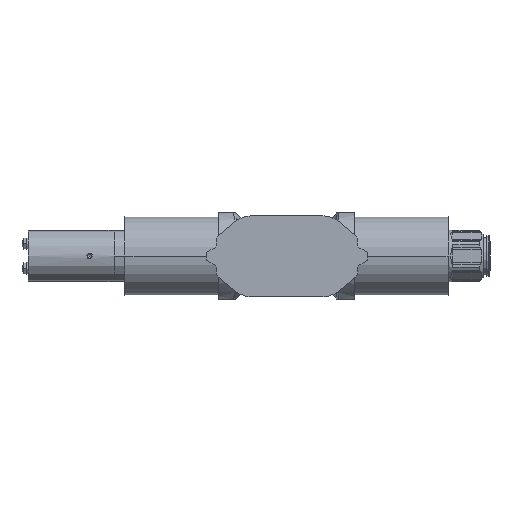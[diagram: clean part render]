
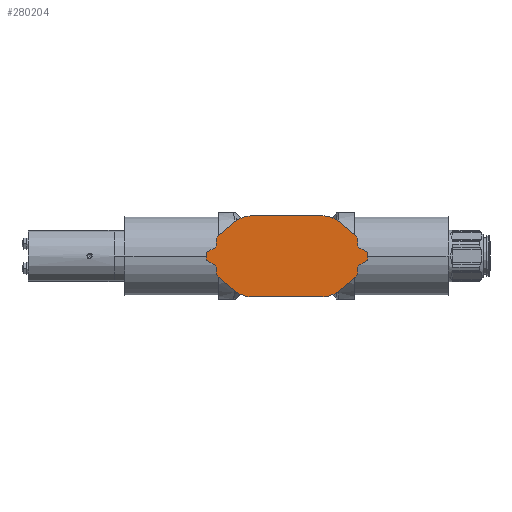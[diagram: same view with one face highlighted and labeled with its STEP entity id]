
A CAD part, front view. The second image highlights one B-rep face of the part: STEP entity #280204.
In plain terms, the highlighted planar face has unit normal (0, -1, 0).
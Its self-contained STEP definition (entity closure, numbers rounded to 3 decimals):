
#279033=CARTESIAN_POINT('',(51.25,-2.,13.118));
#279034=DIRECTION('',(0.,-1.,0.));
#279035=DIRECTION('',(1.,0.,0.));
#279036=AXIS2_PLACEMENT_3D('',#279033,#279034,#279035);
#279041=DIRECTION('',(0.,0.,1.));
#279042=VECTOR('',#279041,4.618);
#279043=CARTESIAN_POINT('',(55.25,-2.,8.5));
#279044=LINE('',#279043,#279042);
#279048=CARTESIAN_POINT('',(57.75,-2.,0.));
#279049=DIRECTION('',(0.,-1.,0.));
#279050=DIRECTION('',(0.,0.,-1.));
#279051=AXIS2_PLACEMENT_3D('',#279048,#279049,#279050);
#279056=DIRECTION('',(0.,0.,1.));
#279057=VECTOR('',#279056,4.618);
#279058=CARTESIAN_POINT('',(55.25,-2.,-13.118));
#279059=LINE('',#279058,#279057);
#279063=CARTESIAN_POINT('',(51.25,-2.,-13.118));
#279064=DIRECTION('',(0.,-1.,0.));
#279065=DIRECTION('',(0.637,0.,-0.771));
#279066=AXIS2_PLACEMENT_3D('',#279063,#279064,#279065);
#279071=DIRECTION('',(0.771,0.,0.637));
#279072=VECTOR('',#279071,16.658);
#279073=CARTESIAN_POINT('',(40.964,-2.,-26.817));
#279074=LINE('',#279073,#279072);
#279078=CARTESIAN_POINT('',(27.26,-2.,-10.25));
#279079=DIRECTION('',(0.,-1.,0.));
#279080=DIRECTION('',(0.,0.,-1.));
#279081=AXIS2_PLACEMENT_3D('',#279078,#279079,#279080);
#279086=DIRECTION('',(1.,0.,0.));
#279087=VECTOR('',#279086,54.521);
#279088=CARTESIAN_POINT('',(-27.26,-2.,-31.75));
#279089=LINE('',#279088,#279087);
#279093=CARTESIAN_POINT('',(-27.26,-2.,-10.25));
#279094=DIRECTION('',(0.,-1.,0.));
#279095=DIRECTION('',(-0.637,0.,-0.771));
#279096=AXIS2_PLACEMENT_3D('',#279093,#279094,#279095);
#279101=DIRECTION('',(0.771,0.,-0.637));
#279102=VECTOR('',#279101,16.658);
#279103=CARTESIAN_POINT('',(-53.799,-2.,-16.2));
#279104=LINE('',#279103,#279102);
#279108=CARTESIAN_POINT('',(-51.25,-2.,-13.118));
#279109=DIRECTION('',(0.,-1.,0.));
#279110=DIRECTION('',(-1.,0.,0.));
#279111=AXIS2_PLACEMENT_3D('',#279108,#279109,#279110);
#279116=DIRECTION('',(0.,0.,-1.));
#279117=VECTOR('',#279116,4.618);
#279118=CARTESIAN_POINT('',(-55.25,-2.,-8.5));
#279119=LINE('',#279118,#279117);
#279123=CARTESIAN_POINT('',(-57.75,-2.,0.));
#279124=DIRECTION('',(0.,-1.,0.));
#279125=DIRECTION('',(0.,0.,1.));
#279126=AXIS2_PLACEMENT_3D('',#279123,#279124,#279125);
#279131=DIRECTION('',(0.,0.,-1.));
#279132=VECTOR('',#279131,4.618);
#279133=CARTESIAN_POINT('',(-55.25,-2.,13.118));
#279134=LINE('',#279133,#279132);
#279138=CARTESIAN_POINT('',(-51.25,-2.,13.118));
#279139=DIRECTION('',(0.,-1.,0.));
#279140=DIRECTION('',(-0.637,0.,0.771));
#279141=AXIS2_PLACEMENT_3D('',#279138,#279139,#279140);
#279146=DIRECTION('',(-0.771,0.,-0.637));
#279147=VECTOR('',#279146,16.658);
#279148=CARTESIAN_POINT('',(-40.964,-2.,26.817));
#279149=LINE('',#279148,#279147);
#279153=CARTESIAN_POINT('',(-27.26,-2.,10.25));
#279154=DIRECTION('',(0.,-1.,0.));
#279155=DIRECTION('',(0.,0.,1.));
#279156=AXIS2_PLACEMENT_3D('',#279153,#279154,#279155);
#279161=DIRECTION('',(-1.,0.,0.));
#279162=VECTOR('',#279161,54.521);
#279163=CARTESIAN_POINT('',(27.26,-2.,31.75));
#279164=LINE('',#279163,#279162);
#279168=CARTESIAN_POINT('',(27.26,-2.,10.25));
#279169=DIRECTION('',(0.,-1.,0.));
#279170=DIRECTION('',(0.637,0.,0.771));
#279171=AXIS2_PLACEMENT_3D('',#279168,#279169,#279170);
#279176=DIRECTION('',(-0.771,0.,0.637));
#279177=VECTOR('',#279176,16.658);
#279178=CARTESIAN_POINT('',(53.799,-2.,16.2));
#279179=LINE('',#279178,#279177);
#279323=CARTESIAN_POINT('',(-57.75,-2.,8.5));
#279324=DIRECTION('',(0.,1.,0.));
#279325=DIRECTION('',(1.,0.,0.));
#279326=AXIS2_PLACEMENT_3D('',#279323,#279324,#279325);
#279361=CARTESIAN_POINT('',(-57.75,-2.,-8.5));
#279362=DIRECTION('',(0.,1.,0.));
#279363=DIRECTION('',(0.,0.,1.));
#279364=AXIS2_PLACEMENT_3D('',#279361,#279362,#279363);
#279399=CARTESIAN_POINT('',(57.75,-2.,-8.5));
#279400=DIRECTION('',(0.,1.,0.));
#279401=DIRECTION('',(-1.,0.,0.));
#279402=AXIS2_PLACEMENT_3D('',#279399,#279400,#279401);
#279437=CARTESIAN_POINT('',(57.75,-2.,8.5));
#279438=DIRECTION('',(0.,1.,0.));
#279439=DIRECTION('',(0.,0.,-1.));
#279440=AXIS2_PLACEMENT_3D('',#279437,#279438,#279439);
#279509=CARTESIAN_POINT('',(40.964,-2.,26.817));
#279510=CARTESIAN_POINT('',(27.26,-2.,31.75));
#279511=VERTEX_POINT('',#279509);
#279512=VERTEX_POINT('',#279510);
#279517=CARTESIAN_POINT('',(-27.26,-2.,31.75));
#279518=CARTESIAN_POINT('',(-40.964,-2.,26.817));
#279519=VERTEX_POINT('',#279517);
#279520=VERTEX_POINT('',#279518);
#279525=CARTESIAN_POINT('',(-40.964,-2.,-26.817));
#279526=CARTESIAN_POINT('',(-27.26,-2.,-31.75));
#279527=VERTEX_POINT('',#279525);
#279528=VERTEX_POINT('',#279526);
#279537=CARTESIAN_POINT('',(27.26,-2.,-31.75));
#279538=VERTEX_POINT('',#279537);
#279539=CARTESIAN_POINT('',(40.964,-2.,-26.817));
#279540=VERTEX_POINT('',#279539);
#279541=CARTESIAN_POINT('',(57.75,-2.,-6.));
#279542=CARTESIAN_POINT('',(57.75,-2.,6.));
#279543=VERTEX_POINT('',#279541);
#279544=VERTEX_POINT('',#279542);
#279545=CARTESIAN_POINT('',(-57.75,-2.,6.));
#279546=CARTESIAN_POINT('',(-57.75,-2.,-6.));
#279547=VERTEX_POINT('',#279545);
#279548=VERTEX_POINT('',#279546);
#279559=CARTESIAN_POINT('',(55.25,-2.,8.5));
#279560=VERTEX_POINT('',#279559);
#279563=CARTESIAN_POINT('',(-55.25,-2.,-8.5));
#279564=VERTEX_POINT('',#279563);
#279565=CARTESIAN_POINT('',(55.25,-2.,-8.5));
#279566=VERTEX_POINT('',#279565);
#279569=CARTESIAN_POINT('',(-55.25,-2.,8.5));
#279570=VERTEX_POINT('',#279569);
#279605=CARTESIAN_POINT('',(55.25,-2.,13.118));
#279606=CARTESIAN_POINT('',(53.799,-2.,16.2));
#279607=VERTEX_POINT('',#279605);
#279608=VERTEX_POINT('',#279606);
#279613=CARTESIAN_POINT('',(53.799,-2.,-16.2));
#279614=CARTESIAN_POINT('',(55.25,-2.,-13.118));
#279615=VERTEX_POINT('',#279613);
#279616=VERTEX_POINT('',#279614);
#279621=CARTESIAN_POINT('',(-55.25,-2.,-13.118));
#279622=CARTESIAN_POINT('',(-53.799,-2.,-16.2));
#279623=VERTEX_POINT('',#279621);
#279624=VERTEX_POINT('',#279622);
#279629=CARTESIAN_POINT('',(-53.799,-2.,16.2));
#279630=CARTESIAN_POINT('',(-55.25,-2.,13.118));
#279631=VERTEX_POINT('',#279629);
#279632=VERTEX_POINT('',#279630);
#280150=CARTESIAN_POINT('',(0.,-2.,0.));
#280151=DIRECTION('',(0.,-1.,0.));
#280152=DIRECTION('',(1.,0.,0.));
#280153=AXIS2_PLACEMENT_3D('',#280150,#280151,#280152);
#280154=PLANE('',#280153);
#280155=ORIENTED_EDGE('',*,*,#280140,.F.);
#280157=ORIENTED_EDGE('',*,*,#280156,.F.);
#280159=ORIENTED_EDGE('',*,*,#280158,.F.);
#280161=ORIENTED_EDGE('',*,*,#280160,.F.);
#280163=ORIENTED_EDGE('',*,*,#280162,.F.);
#280165=ORIENTED_EDGE('',*,*,#280164,.F.);
#280167=ORIENTED_EDGE('',*,*,#280166,.F.);
#280169=ORIENTED_EDGE('',*,*,#280168,.F.);
#280171=ORIENTED_EDGE('',*,*,#280170,.F.);
#280173=ORIENTED_EDGE('',*,*,#280172,.F.);
#280175=ORIENTED_EDGE('',*,*,#280174,.F.);
#280177=ORIENTED_EDGE('',*,*,#280176,.F.);
#280179=ORIENTED_EDGE('',*,*,#280178,.F.);
#280181=ORIENTED_EDGE('',*,*,#280180,.F.);
#280183=ORIENTED_EDGE('',*,*,#280182,.F.);
#280185=ORIENTED_EDGE('',*,*,#280184,.F.);
#280187=ORIENTED_EDGE('',*,*,#280186,.F.);
#280189=ORIENTED_EDGE('',*,*,#280188,.F.);
#280191=ORIENTED_EDGE('',*,*,#280190,.F.);
#280193=ORIENTED_EDGE('',*,*,#280192,.F.);
#280195=ORIENTED_EDGE('',*,*,#280194,.F.);
#280197=ORIENTED_EDGE('',*,*,#280196,.F.);
#280199=ORIENTED_EDGE('',*,*,#280198,.F.);
#280201=ORIENTED_EDGE('',*,*,#280200,.F.);
#280202=EDGE_LOOP('',(#280155,#280157,#280159,#280161,#280163,#280165,#280167,
#280169,#280171,#280173,#280175,#280177,#280179,#280181,#280183,#280185,#280187,
#280189,#280191,#280193,#280195,#280197,#280199,#280201));
#280203=FACE_OUTER_BOUND('',#280202,.F.);
#279037=CIRCLE('',#279036,4.);
#279052=CIRCLE('',#279051,6.);
#279067=CIRCLE('',#279066,4.);
#279082=CIRCLE('',#279081,21.5);
#279097=CIRCLE('',#279096,21.5);
#279112=CIRCLE('',#279111,4.);
#279127=CIRCLE('',#279126,6.);
#279142=CIRCLE('',#279141,4.);
#279157=CIRCLE('',#279156,21.5);
#279172=CIRCLE('',#279171,21.5);
#279327=CIRCLE('',#279326,2.5);
#279365=CIRCLE('',#279364,2.5);
#279403=CIRCLE('',#279402,2.5);
#279441=CIRCLE('',#279440,2.5);
#280140=EDGE_CURVE('',#279607,#279608,#279037,.T.);
#280156=EDGE_CURVE('',#279560,#279607,#279044,.T.);
#280158=EDGE_CURVE('',#279544,#279560,#279441,.T.);
#280160=EDGE_CURVE('',#279543,#279544,#279052,.T.);
#280162=EDGE_CURVE('',#279566,#279543,#279403,.T.);
#280164=EDGE_CURVE('',#279616,#279566,#279059,.T.);
#280166=EDGE_CURVE('',#279615,#279616,#279067,.T.);
#280168=EDGE_CURVE('',#279540,#279615,#279074,.T.);
#280170=EDGE_CURVE('',#279538,#279540,#279082,.T.);
#280172=EDGE_CURVE('',#279528,#279538,#279089,.T.);
#280174=EDGE_CURVE('',#279527,#279528,#279097,.T.);
#280176=EDGE_CURVE('',#279624,#279527,#279104,.T.);
#280178=EDGE_CURVE('',#279623,#279624,#279112,.T.);
#280180=EDGE_CURVE('',#279564,#279623,#279119,.T.);
#280182=EDGE_CURVE('',#279548,#279564,#279365,.T.);
#280184=EDGE_CURVE('',#279547,#279548,#279127,.T.);
#280186=EDGE_CURVE('',#279570,#279547,#279327,.T.);
#280188=EDGE_CURVE('',#279632,#279570,#279134,.T.);
#280190=EDGE_CURVE('',#279631,#279632,#279142,.T.);
#280192=EDGE_CURVE('',#279520,#279631,#279149,.T.);
#280194=EDGE_CURVE('',#279519,#279520,#279157,.T.);
#280196=EDGE_CURVE('',#279512,#279519,#279164,.T.);
#280198=EDGE_CURVE('',#279511,#279512,#279172,.T.);
#280200=EDGE_CURVE('',#279608,#279511,#279179,.T.);
#280204=ADVANCED_FACE('',(#280203),#280154,.T.);
